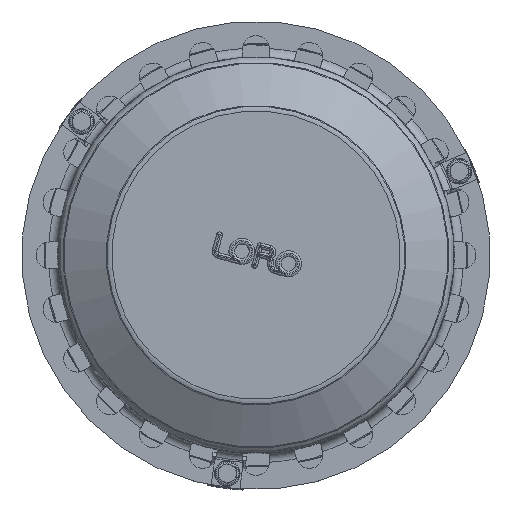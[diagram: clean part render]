
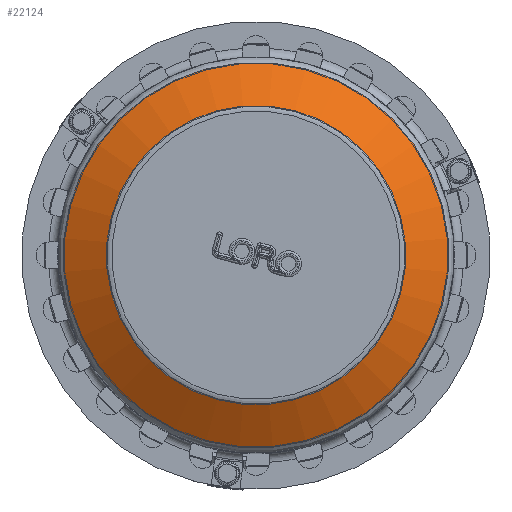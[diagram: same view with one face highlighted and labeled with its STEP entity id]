
A CAD part, top view. The second image highlights one B-rep face of the part: STEP entity #22124.
In plain terms, the highlighted conical face has half-angle 59.744 degrees and reference radius 950.348 mm.
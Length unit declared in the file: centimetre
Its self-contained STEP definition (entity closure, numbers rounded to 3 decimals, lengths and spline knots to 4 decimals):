
#2940=FACE_OUTER_BOUND('',#4486,.T.);
#4486=EDGE_LOOP('',(#18762,#18763,#18764,#18765,#18766,#18767));
#5699=LINE('',#45257,#6774);
#6774=VECTOR('',#30477,95.0348);
#8058=CIRCLE('',#24610,83.0464);
#8061=CIRCLE('',#24613,83.0464);
#8062=CIRCLE('',#24615,107.0232);
#8063=CIRCLE('',#24616,107.0232);
#10048=VERTEX_POINT('',#45245);
#10049=VERTEX_POINT('',#45246);
#10051=VERTEX_POINT('',#45253);
#10052=VERTEX_POINT('',#45254);
#13055=EDGE_CURVE('',#10048,#10049,#8058,.T.);
#13058=EDGE_CURVE('',#10049,#10048,#8061,.T.);
#13059=EDGE_CURVE('',#10051,#10052,#8062,.T.);
#13060=EDGE_CURVE('',#10052,#10051,#8063,.T.);
#13061=EDGE_CURVE('',#10052,#10049,#5699,.T.);
#18762=ORIENTED_EDGE('',*,*,#13059,.F.);
#18763=ORIENTED_EDGE('',*,*,#13060,.F.);
#18764=ORIENTED_EDGE('',*,*,#13061,.T.);
#18765=ORIENTED_EDGE('',*,*,#13058,.T.);
#18766=ORIENTED_EDGE('',*,*,#13055,.T.);
#18767=ORIENTED_EDGE('',*,*,#13061,.F.);
#21049=CONICAL_SURFACE('',#24614,95.0348,1.043);
#22124=ADVANCED_FACE('',(#2940),#21049,.T.);
#24610=AXIS2_PLACEMENT_3D('',#45247,#30463,#30464);
#24613=AXIS2_PLACEMENT_3D('',#45251,#30469,#30470);
#24614=AXIS2_PLACEMENT_3D('',#45252,#30471,#30472);
#24615=AXIS2_PLACEMENT_3D('',#45255,#30473,#30474);
#24616=AXIS2_PLACEMENT_3D('',#45256,#30475,#30476);
#30463=DIRECTION('center_axis',(0.,0.,
-1.));
#30464=DIRECTION('ref_axis',(0.966,-0.259,0.));
#30469=DIRECTION('center_axis',(0.,0.,
-1.));
#30470=DIRECTION('ref_axis',(0.966,-0.259,0.));
#30471=DIRECTION('center_axis',(0.,0.,
-1.));
#30472=DIRECTION('ref_axis',(-0.966,0.259,0.));
#30473=DIRECTION('center_axis',(0.,0.,
-1.));
#30474=DIRECTION('ref_axis',(0.966,-0.259,0.));
#30475=DIRECTION('center_axis',(0.,0.,
-1.));
#30476=DIRECTION('ref_axis',(0.966,-0.259,0.));
#30477=DIRECTION('',(-0.834,0.224,0.504));
#45245=CARTESIAN_POINT('',(549.215,-620.7922,517.1691));
#45246=CARTESIAN_POINT('',(650.9256,-562.0695,517.1691));
#45247=CARTESIAN_POINT('Origin',(570.7089,-540.5756,517.1691));
#45251=CARTESIAN_POINT('Origin',(570.7089,-540.5756,517.1691));
#45252=CARTESIAN_POINT('Origin',(570.7089,-540.5756,510.1759));
#45253=CARTESIAN_POINT('',(543.0093,-643.952,503.1826));
#45254=CARTESIAN_POINT('',(674.0854,-568.2752,503.1826));
#45255=CARTESIAN_POINT('Origin',(570.7089,-540.5756,503.1826));
#45256=CARTESIAN_POINT('Origin',(570.7089,-540.5756,503.1826));
#45257=CARTESIAN_POINT('',(662.5055,-565.1724,510.1759));
